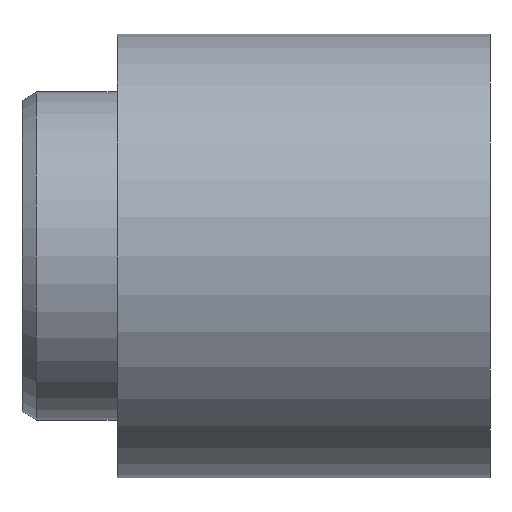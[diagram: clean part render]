
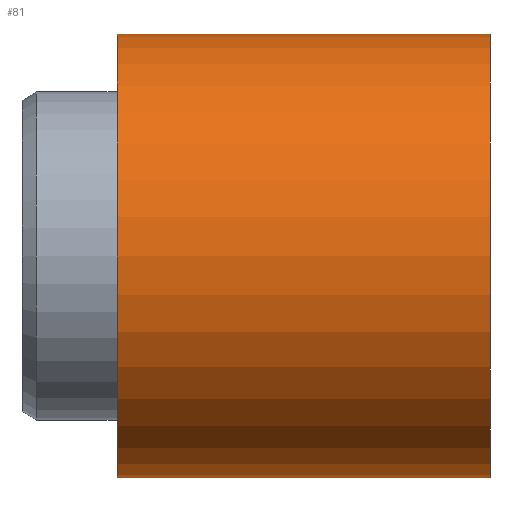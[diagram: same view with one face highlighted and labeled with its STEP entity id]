
A CAD part, front view. The second image highlights one B-rep face of the part: STEP entity #81.
In plain terms, the highlighted cylindrical face has radius 3.57 mm (diameter 7.14 mm), a full revolution.
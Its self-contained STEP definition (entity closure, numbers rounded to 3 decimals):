
#68 = EDGE_CURVE('',#69,#69,#71,.T.);
#69 = VERTEX_POINT('',#70);
#70 = CARTESIAN_POINT('',(0.,3.57,0.));
#71 = CIRCLE('',#72,3.57);
#72 = AXIS2_PLACEMENT_3D('',#73,#74,#75);
#73 = CARTESIAN_POINT('',(0.,0.,0.));
#74 = DIRECTION('',(1.,0.,0.));
#75 = DIRECTION('',(-0.,1.,0.));
#81 = ADVANCED_FACE('',(#82),#101,.T.);
#82 = FACE_BOUND('',#83,.F.);
#83 = EDGE_LOOP('',(#84,#85,#93,#100));
#84 = ORIENTED_EDGE('',*,*,#68,.T.);
#85 = ORIENTED_EDGE('',*,*,#86,.T.);
#86 = EDGE_CURVE('',#69,#87,#89,.T.);
#87 = VERTEX_POINT('',#88);
#88 = CARTESIAN_POINT('',(-6.,3.57,0.));
#89 = LINE('',#90,#91);
#90 = CARTESIAN_POINT('',(0.,3.57,0.));
#91 = VECTOR('',#92,1.);
#92 = DIRECTION('',(-1.,0.,0.));
#93 = ORIENTED_EDGE('',*,*,#94,.F.);
#94 = EDGE_CURVE('',#87,#87,#95,.T.);
#95 = CIRCLE('',#96,3.57);
#96 = AXIS2_PLACEMENT_3D('',#97,#98,#99);
#97 = CARTESIAN_POINT('',(-6.,0.,0.));
#98 = DIRECTION('',(1.,0.,0.));
#99 = DIRECTION('',(-0.,1.,0.));
#100 = ORIENTED_EDGE('',*,*,#86,.F.);
#101 = CYLINDRICAL_SURFACE('',#102,3.57);
#102 = AXIS2_PLACEMENT_3D('',#103,#104,#105);
#103 = CARTESIAN_POINT('',(0.,0.,0.));
#104 = DIRECTION('',(-1.,-0.,-0.));
#105 = DIRECTION('',(0.,1.,0.));
